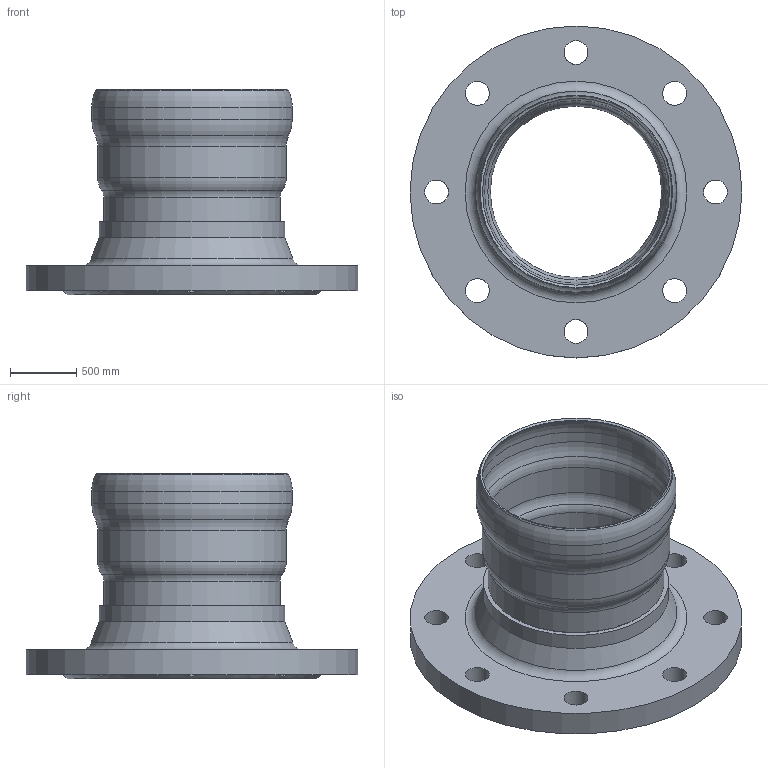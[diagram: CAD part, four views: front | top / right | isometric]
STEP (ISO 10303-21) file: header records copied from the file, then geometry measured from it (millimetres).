
FILE_DESCRIPTION(/* description */ (''),/* implementation_level */ '2;1');
FILE_NAME(/* name */ '82511.125C_3D.stp',/* time_stamp */ '2024-12-11T08:39:43+01:00',/* author */ ('CAD'),/* organization */ (''),/* preprocessor_version */ 'ST-DEVELOPER v20',/* originating_system */ 'AutoCAD Mechanical',/* authorisation */ '');
FILE_SCHEMA (('AUTOMOTIVE_DESIGN { 1 0 10303 214 3 1 1 }'));
Length unit declared in the file: centimetre
Products named in the file (2): Product; *S0
Assembly tree (1 placements, depth 2):
  Product
    *S0
Bounding box: 2500 x 2500 x 1550 mm (x, y, z)
Volume: 867854463.8 mm3; surface area: 21658848.7 mm2
Topology: 2 solids, 2 shells, 38 faces, 104 edges, 63 vertices
Faces by surface type: cylinder 17, torus 11, cone 5, plane 5
Full cylindrical faces by diameter (mm): 180 x8, 1290 x1, 1317 x1, 1330 x1, 1380 x1, 1397 x1, 1420 x1, 1470 x1, 1510 x1, 2500 x1
Entity records: 1398 total; most frequent: CARTESIAN_POINT 313, DIRECTION 250, ORIENTED_EDGE 208, AXIS2_PLACEMENT_3D 114, EDGE_CURVE 104, CIRCLE 73, VERTEX_POINT 63, EDGE_LOOP 51
